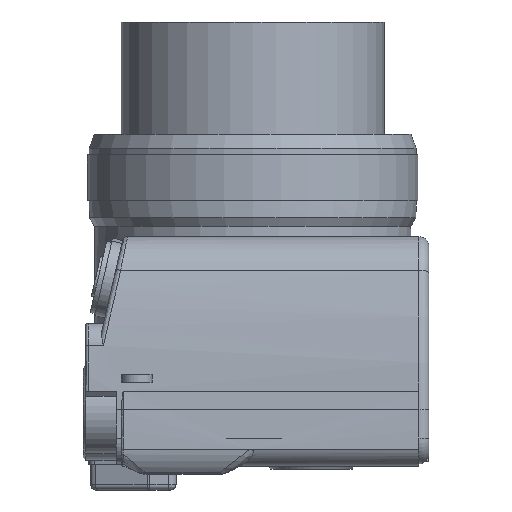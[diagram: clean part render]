
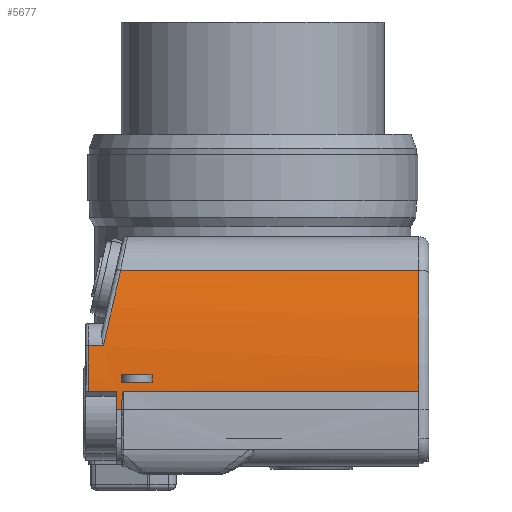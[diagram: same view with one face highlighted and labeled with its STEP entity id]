
A CAD part, left-side view. The second image highlights one B-rep face of the part: STEP entity #5677.
In plain terms, the highlighted cylindrical face has radius 100 mm (diameter 200 mm), a partial arc.
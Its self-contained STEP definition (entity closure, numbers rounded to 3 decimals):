
#63=ELLIPSE('',#6237,102.579,100.);
#321=LINE('',#9511,#750);
#322=LINE('',#9515,#751);
#323=LINE('',#9519,#752);
#324=LINE('',#9523,#753);
#750=VECTOR('',#7460,10.);
#751=VECTOR('',#7465,10.);
#752=VECTOR('',#7468,10.);
#753=VECTOR('',#7471,100.);
#1062=CYLINDRICAL_SURFACE('',#6244,100.);
#1475=FACE_OUTER_BOUND('',#1851,.T.);
#1851=EDGE_LOOP('',(#4535,#4536,#4537,#4538,#4539,#4540,#4541,#4542));
#2247=CIRCLE('',#6245,100.);
#2248=CIRCLE('',#6246,100.);
#2249=CIRCLE('',#6247,100.);
#2680=VERTEX_POINT('',#9478);
#2681=VERTEX_POINT('',#9489);
#2686=VERTEX_POINT('',#9510);
#2687=VERTEX_POINT('',#9514);
#2688=VERTEX_POINT('',#9516);
#2689=VERTEX_POINT('',#9518);
#2690=VERTEX_POINT('',#9520);
#2691=VERTEX_POINT('',#9522);
#3344=EDGE_CURVE('',#2680,#2681,#63,.T.);
#3353=EDGE_CURVE('',#2681,#2686,#321,.T.);
#3355=EDGE_CURVE('',#2687,#2680,#322,.T.);
#3356=EDGE_CURVE('',#2688,#2687,#2247,.T.);
#3357=EDGE_CURVE('',#2688,#2689,#323,.T.);
#3358=EDGE_CURVE('',#2689,#2690,#2248,.T.);
#3359=EDGE_CURVE('',#2690,#2691,#324,.T.);
#3360=EDGE_CURVE('',#2686,#2691,#2249,.T.);
#4535=ORIENTED_EDGE('',*,*,#3344,.F.);
#4536=ORIENTED_EDGE('',*,*,#3355,.F.);
#4537=ORIENTED_EDGE('',*,*,#3356,.F.);
#4538=ORIENTED_EDGE('',*,*,#3357,.T.);
#4539=ORIENTED_EDGE('',*,*,#3358,.T.);
#4540=ORIENTED_EDGE('',*,*,#3359,.T.);
#4541=ORIENTED_EDGE('',*,*,#3360,.F.);
#4542=ORIENTED_EDGE('',*,*,#3353,.F.);
#5677=ADVANCED_FACE('',(#1475),#1062,.T.);
#6237=AXIS2_PLACEMENT_3D('',#9490,#7442,#7443);
#6244=AXIS2_PLACEMENT_3D('',#9513,#7463,#7464);
#6245=AXIS2_PLACEMENT_3D('',#9517,#7466,#7467);
#6246=AXIS2_PLACEMENT_3D('',#9521,#7469,#7470);
#6247=AXIS2_PLACEMENT_3D('',#9524,#7472,#7473);
#7442=DIRECTION('center_axis',(0.,0.975,0.223));
#7443=DIRECTION('ref_axis',(0.,-0.223,0.975));
#7460=DIRECTION('',(0.,-1.,0.));
#7463=DIRECTION('center_axis',(0.,-1.,0.));
#7464=DIRECTION('ref_axis',(-0.962,0.,0.273));
#7465=DIRECTION('',(0.,-1.,0.));
#7466=DIRECTION('center_axis',(0.,1.,0.));
#7467=DIRECTION('ref_axis',(-0.997,0.,0.08));
#7468=DIRECTION('',(0.,-1.,0.));
#7469=DIRECTION('center_axis',(0.,-1.,0.));
#7470=DIRECTION('ref_axis',(-0.962,0.,0.273));
#7471=DIRECTION('',(0.,-1.,0.));
#7472=DIRECTION('center_axis',(0.,-1.,0.));
#7473=DIRECTION('ref_axis',(-0.99,0.,0.138));
#9478=CARTESIAN_POINT('',(-77.218,29.213,23.124));
#9489=CARTESIAN_POINT('',(-74.207,25.831,37.92));
#9490=CARTESIAN_POINT('Origin',(22.,32.066,10.641));
#9510=CARTESIAN_POINT('',(-74.207,-32.5,37.92));
#9511=CARTESIAN_POINT('',(-74.207,32.7,37.92));
#9513=CARTESIAN_POINT('Origin',(22.,32.7,10.641));
#9514=CARTESIAN_POINT('',(-77.218,32.2,23.124));
#9515=CARTESIAN_POINT('',(-77.218,32.7,23.124));
#9516=CARTESIAN_POINT('',(-77.937,32.2,14.189));
#9517=CARTESIAN_POINT('Origin',(22.,32.2,10.641));
#9518=CARTESIAN_POINT('',(-77.937,26.7,14.189));
#9519=CARTESIAN_POINT('',(-77.937,32.7,14.189));
#9520=CARTESIAN_POINT('',(-78.,26.7,10.641));
#9521=CARTESIAN_POINT('Origin',(22.,26.7,10.641));
#9522=CARTESIAN_POINT('',(-78.,-32.5,10.641));
#9523=CARTESIAN_POINT('',(-78.,32.7,10.641));
#9524=CARTESIAN_POINT('Origin',(22.,-32.5,10.641));
